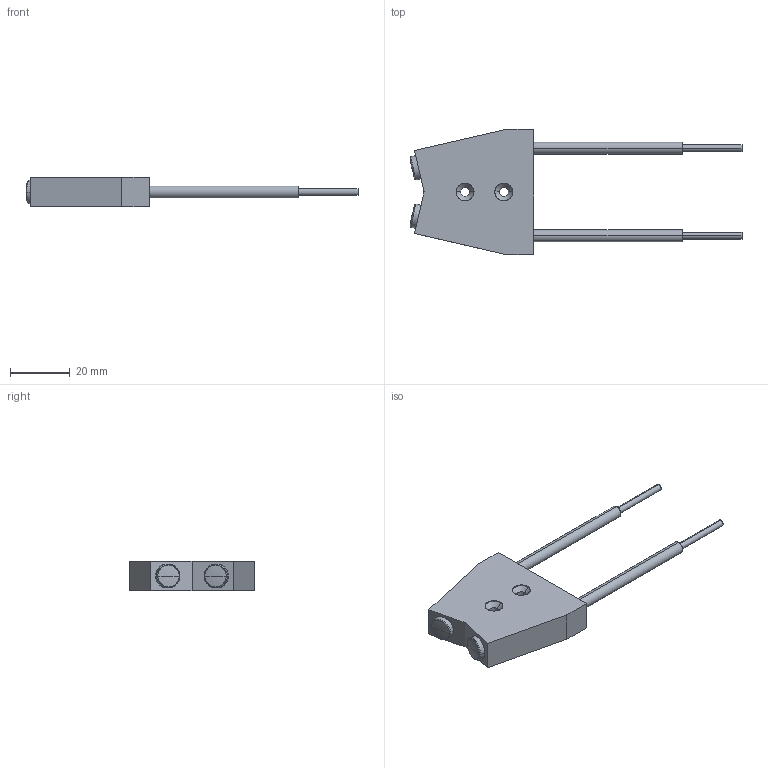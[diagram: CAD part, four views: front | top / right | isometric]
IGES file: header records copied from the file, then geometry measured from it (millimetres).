
Start section: SolidWorks IGES file using analytic representation for surfaces
Global section: file name: GPF-D052-105-TB-5.0.IGS; native system: SolidWorks 2015; preprocessor: SolidWorks 2015; author: TWLEE; date: 171117.101646; units: millimetre
Bounding box: 111.49 x 41.97 x 10 mm (x, y, z)
Surface area: 6392.3 mm2 (no closed solid volume)
Topology: 0 solids, 0 shells, 49 faces, 618 edges, 614 vertices
Faces by surface type: revolution 28, bspline 21
